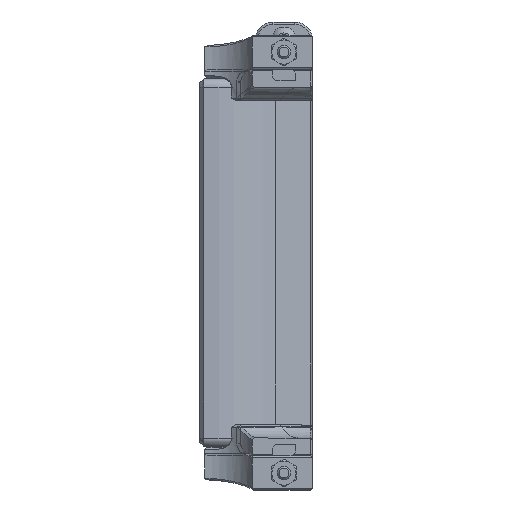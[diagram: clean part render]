
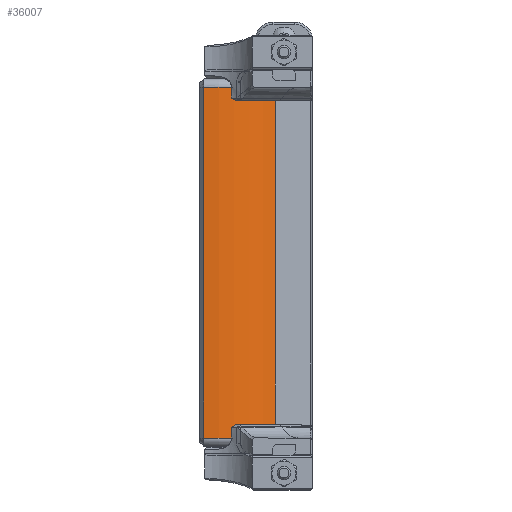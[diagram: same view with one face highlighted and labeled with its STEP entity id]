
A CAD part, top view. The second image highlights one B-rep face of the part: STEP entity #36007.
In plain terms, the highlighted cylindrical face has radius 23.763 mm (diameter 47.526 mm), a partial arc.
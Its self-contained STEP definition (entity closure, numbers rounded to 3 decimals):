
#1883=CYLINDRICAL_SURFACE('',#38310,23.763);
#2384=CIRCLE('',#38309,23.763);
#2385=CIRCLE('',#38311,23.763);
#3981=FACE_OUTER_BOUND('',#6170,.T.);
#6170=EDGE_LOOP('',(#24694,#24695,#24696,#24697));
#8631=LINE('',#52689,#11924);
#8678=LINE('',#53130,#11971);
#11924=VECTOR('',#42217,10.);
#11971=VECTOR('',#42412,10.);
#15140=VERTEX_POINT('',#52674);
#15142=VERTEX_POINT('',#52688);
#15208=VERTEX_POINT('',#53123);
#15209=VERTEX_POINT('',#53129);
#18673=EDGE_CURVE('',#15140,#15142,#8631,.T.);
#18777=EDGE_CURVE('',#15208,#15140,#2384,.T.);
#18778=EDGE_CURVE('',#15209,#15208,#8678,.T.);
#18779=EDGE_CURVE('',#15142,#15209,#2385,.T.);
#24694=ORIENTED_EDGE('',*,*,#18673,.F.);
#24695=ORIENTED_EDGE('',*,*,#18777,.F.);
#24696=ORIENTED_EDGE('',*,*,#18778,.F.);
#24697=ORIENTED_EDGE('',*,*,#18779,.F.);
#36007=ADVANCED_FACE('',(#3981),#1883,.T.);
#38309=AXIS2_PLACEMENT_3D('',#53127,#42408,#42409);
#38310=AXIS2_PLACEMENT_3D('',#53128,#42410,#42411);
#38311=AXIS2_PLACEMENT_3D('',#53131,#42413,#42414);
#42217=DIRECTION('',(0.,1.,0.));
#42408=DIRECTION('center_axis',(0.,-1.,0.));
#42409=DIRECTION('ref_axis',(0.301,0.,0.954));
#42410=DIRECTION('center_axis',(0.,-1.,0.));
#42411=DIRECTION('ref_axis',(0.643,0.,0.766));
#42412=DIRECTION('',(0.,-1.,0.));
#42413=DIRECTION('center_axis',(0.,1.,0.));
#42414=DIRECTION('ref_axis',(0.301,0.,0.954));
#52674=CARTESIAN_POINT('',(89.165,-71.85,229.176));
#52688=CARTESIAN_POINT('',(89.165,8.15,229.176));
#52689=CARTESIAN_POINT('',(89.165,-31.85,229.176));
#53123=CARTESIAN_POINT('',(105.513,-71.85,223.64));
#53127=CARTESIAN_POINT('Origin',(90.239,-71.85,205.437));
#53128=CARTESIAN_POINT('Origin',(90.239,-31.85,205.437));
#53129=CARTESIAN_POINT('',(105.513,8.15,223.64));
#53130=CARTESIAN_POINT('',(105.513,-31.85,223.64));
#53131=CARTESIAN_POINT('Origin',(90.239,8.15,205.437));
